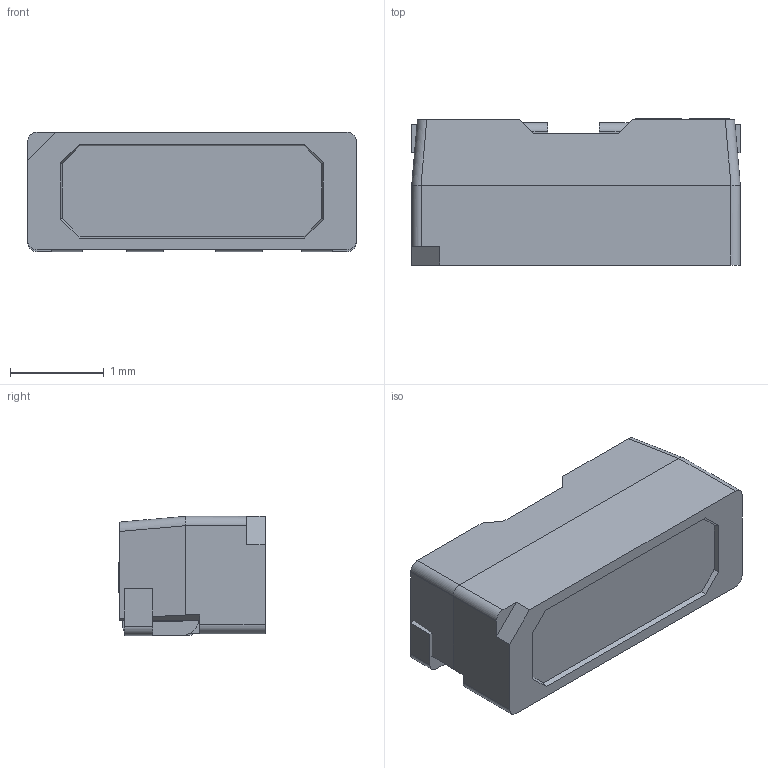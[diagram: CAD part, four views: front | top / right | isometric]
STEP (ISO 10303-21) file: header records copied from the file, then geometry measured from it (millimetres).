
FILE_DESCRIPTION (( 'STEP AP214' ), '1' );
FILE_NAME ('LED-SMD_4P-L3.5-W1.6_SK6805SIDE-G-001.STEP', '2024-02-13T04:00:04', ( '' ), ( '' ), 'SwSTEP 2.0', 'SolidWorks 2020', '' );
FILE_SCHEMA (( 'AUTOMOTIVE_DESIGN' ));
Length unit declared in the file: millimetre
Products named in the file (1): LED-SMD_4P-L3.5-W1.6_SK6805SIDE-G-001
Bounding box: 3.5 x 1.56 x 1.27 mm (x, y, z)
Volume: 6.2 mm3; surface area: 37.1 mm2
Topology: 3 solids, 3 shells, 357 faces, 993 edges, 661 vertices
Faces by surface type: plane 239, bspline 98, cylinder 20
Entity records: 15811 total; most frequent: CARTESIAN_POINT 3336, ORIENTED_EDGE 1986, DIRECTION 1343, EDGE_CURVE 993, LINE 751, VECTOR 751, VERTEX_POINT 661, EDGE_LOOP 382
